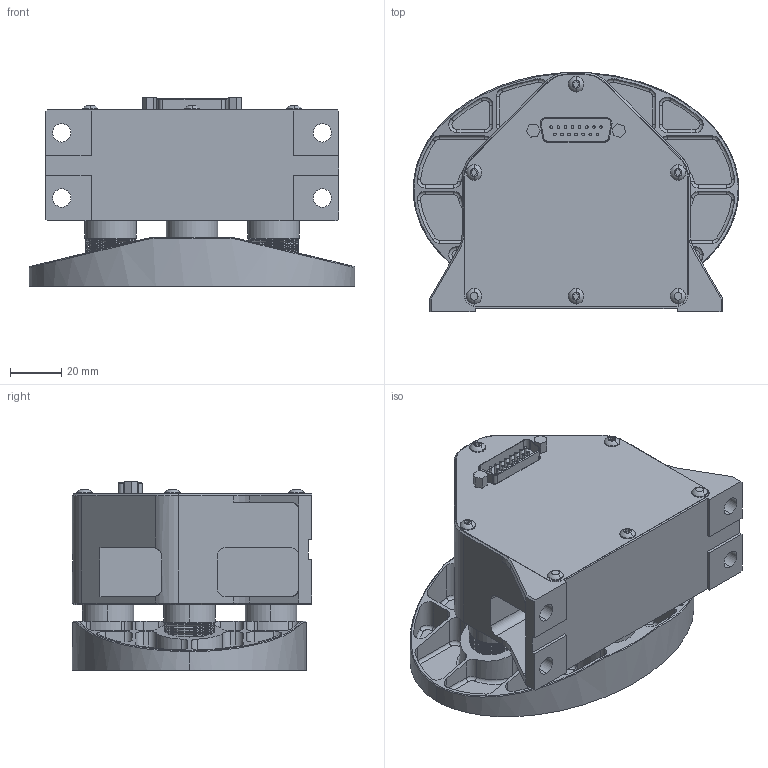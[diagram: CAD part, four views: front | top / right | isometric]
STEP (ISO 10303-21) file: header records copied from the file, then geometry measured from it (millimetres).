
FILE_DESCRIPTION (( 'STEP AP203' ), '1' );
FILE_NAME ('OIM3365 Simple Model.STEP', '2011-12-08T08:26:08', ( '' ), ( '' ), 'SwSTEP 2.0', 'SolidWorks 2011', '' );
FILE_SCHEMA (( 'CONFIG_CONTROL_DESIGN' ));
Length unit declared in the file: inch
Products named in the file (1): OIM3365 Simple Model
Bounding box: 127 x 93.34 x 73.51 mm (x, y, z)
Volume: 246175.5 mm3; surface area: 103372.9 mm2
Topology: 58 solids, 58 shells, 965 faces, 2308 edges, 1394 vertices
Faces by surface type: torus 327, cylinder 306, plane 276, bspline 30, cone 14, sphere 12
Entity records: 29563 total; most frequent: CARTESIAN_POINT 6587, DIRECTION 5191, ORIENTED_EDGE 4616, EDGE_CURVE 2308, AXIS2_PLACEMENT_3D 2115, VERTEX_POINT 1394, CIRCLE 1179, EDGE_LOOP 1028
